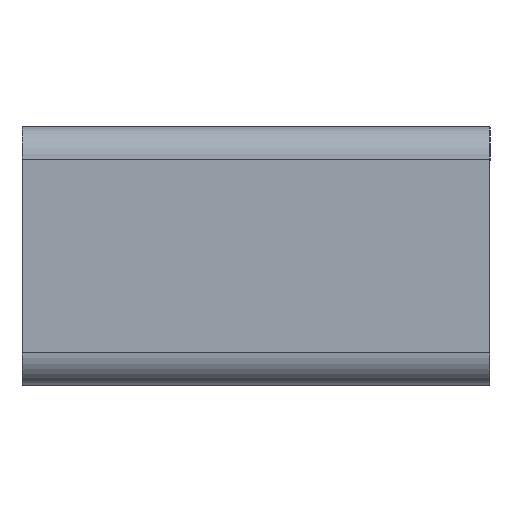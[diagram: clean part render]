
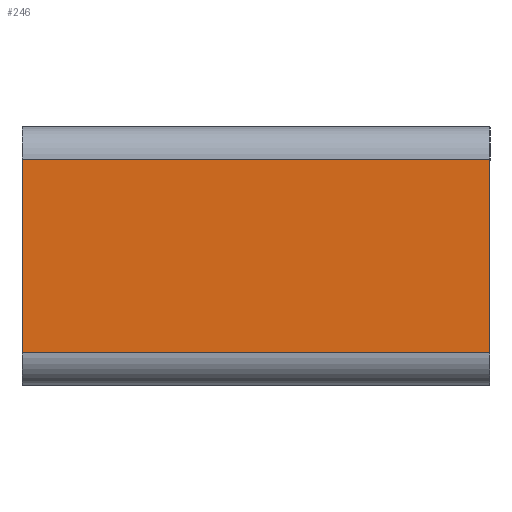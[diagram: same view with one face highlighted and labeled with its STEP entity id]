
A CAD part, left-side view. The second image highlights one B-rep face of the part: STEP entity #246.
In plain terms, the highlighted planar face has unit normal (-1, 0, 0).
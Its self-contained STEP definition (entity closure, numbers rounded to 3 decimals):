
#1 = AXIS2_PLACEMENT_3D ( 'NONE', #38, #519, #815 ) ;
#22 = CARTESIAN_POINT ( 'NONE',  ( -16.25, -7.5, 8. ) ) ;
#38 = CARTESIAN_POINT ( 'NONE',  ( -16.25, 7., 8. ) ) ;
#40 = CARTESIAN_POINT ( 'NONE',  ( -16.25, 7., 1. ) ) ;
#76 = CARTESIAN_POINT ( 'NONE',  ( -16.25, 7., 1. ) ) ;
#95 = LINE ( 'NONE', #76, #814 ) ;
#123 = VERTEX_POINT ( 'NONE', #595 ) ;
#136 = ORIENTED_EDGE ( 'NONE', *, *, #745, .F. ) ;
#226 = ORIENTED_EDGE ( 'NONE', *, *, #640, .T. ) ;
#235 = LINE ( 'NONE', #568, #885 ) ;
#246 = ADVANCED_FACE ( 'NONE', ( #281 ), #380, .F. ) ;
#269 = VECTOR ( 'NONE', #585, 1000. ) ;
#271 = EDGE_LOOP ( 'NONE', ( #843, #226, #136, #429 ) ) ;
#277 = EDGE_CURVE ( 'NONE', #601, #688, #763, .T. ) ;
#281 = FACE_OUTER_BOUND ( 'NONE', #271, .T. ) ;
#348 = VERTEX_POINT ( 'NONE', #40 ) ;
#355 = DIRECTION ( 'NONE',  ( 0., -1., 0. ) ) ;
#356 = VECTOR ( 'NONE', #892, 1000. ) ;
#377 = CARTESIAN_POINT ( 'NONE',  ( -16.25, 7., 7. ) ) ;
#380 = PLANE ( 'NONE',  #1 ) ;
#429 = ORIENTED_EDGE ( 'NONE', *, *, #277, .T. ) ;
#519 = DIRECTION ( 'NONE',  ( 1., 0., 0. ) ) ;
#568 = CARTESIAN_POINT ( 'NONE',  ( -16.25, 7., 8. ) ) ;
#573 = DIRECTION ( 'NONE',  ( 0., 0., -1. ) ) ;
#582 = LINE ( 'NONE', #22, #269 ) ;
#585 = DIRECTION ( 'NONE',  ( 0., 0., -1. ) ) ;
#595 = CARTESIAN_POINT ( 'NONE',  ( -16.25, -7.5, 1. ) ) ;
#601 = VERTEX_POINT ( 'NONE', #856 ) ;
#618 = EDGE_CURVE ( 'NONE', #688, #348, #235, .T. ) ;
#640 = EDGE_CURVE ( 'NONE', #348, #123, #95, .T. ) ;
#688 = VERTEX_POINT ( 'NONE', #728 ) ;
#728 = CARTESIAN_POINT ( 'NONE',  ( -16.25, 7., 7. ) ) ;
#745 = EDGE_CURVE ( 'NONE', #601, #123, #582, .T. ) ;
#763 = LINE ( 'NONE', #377, #356 ) ;
#814 = VECTOR ( 'NONE', #355, 1000. ) ;
#815 = DIRECTION ( 'NONE',  ( 0., 0., -1. ) ) ;
#843 = ORIENTED_EDGE ( 'NONE', *, *, #618, .T. ) ;
#856 = CARTESIAN_POINT ( 'NONE',  ( -16.25, -7.5, 7. ) ) ;
#885 = VECTOR ( 'NONE', #573, 1000. ) ;
#892 = DIRECTION ( 'NONE',  ( 0., 1., 0. ) ) ;
